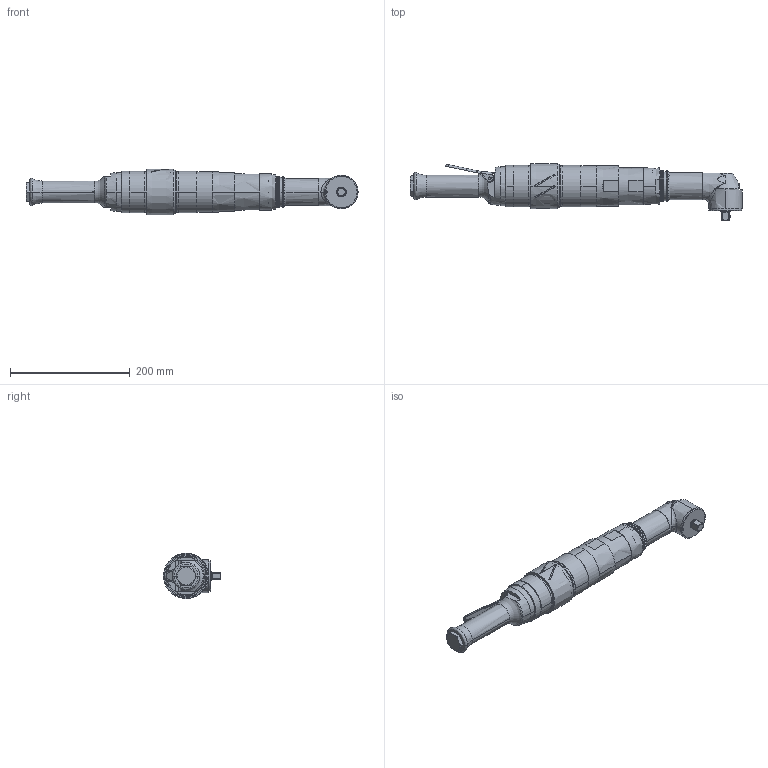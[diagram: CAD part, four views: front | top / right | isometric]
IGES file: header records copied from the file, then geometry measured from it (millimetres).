
Start section:  PTC IGES file: wo_bracket_sw0001.igs
Global section: file name: wo_bracket_sw0001.igs; native system: Pro/ENGINEER by Parametric Technology Corporation; preprocessor: 2002310; author: LoitzR; organization: Unknown; date: 050929.164454; units: inch
Bounding box: 554.84 x 95.42 x 75.82 mm (x, y, z)
Surface area: 171701.5 mm2 (no closed solid volume)
Topology: 0 solids, 0 shells, 530 faces, 2484 edges, 2482 vertices
Faces by surface type: revolution 267, extrusion 159, bspline 104
